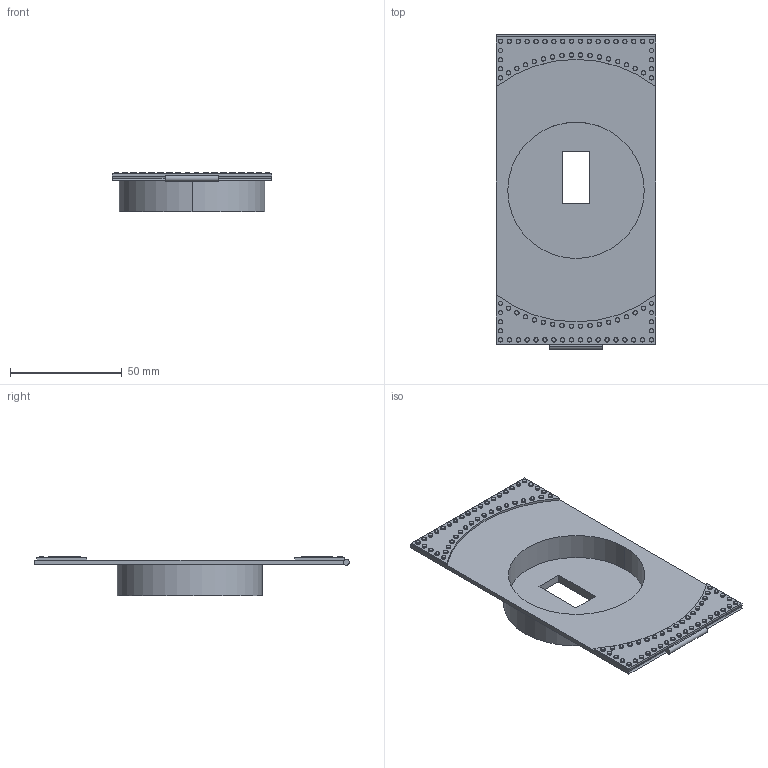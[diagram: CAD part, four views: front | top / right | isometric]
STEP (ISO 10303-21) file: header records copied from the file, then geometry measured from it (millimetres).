
FILE_DESCRIPTION(('TFLEX Exchange Step'),'2;1');
FILE_NAME(' корпуса часть прямая.stp', '2022-04-26T00:51:31-21:00',('ilya'),('Unknown organisation'),'TFLEX Exchange 2022.0','T-FLEX CAD','Unknown authorisation');
FILE_SCHEMA( ('AUTOMOTIVE_DESIGN { 1 0 10303 214 1 1 1 1 }') );
Length unit declared in the file: millimetre
Products named in the file (1): Nodes
Bounding box: 71.5 x 140.7 x 17.7 mm (x, y, z)
Volume: 32227.1 mm3; surface area: 30869.2 mm2
Topology: 89 solids, 89 shells, 727 faces, 1465 edges, 918 vertices
Faces by surface type: torus 344, plane 199, cylinder 184
Entity records: 19439 total; most frequent: DIRECTION 4149, CARTESIAN_POINT 3111, ORIENTED_EDGE 2930, AXIS2_PLACEMENT_3D 1956, EDGE_CURVE 1465, CIRCLE 1228, VERTEX_POINT 918, EDGE_LOOP 731
